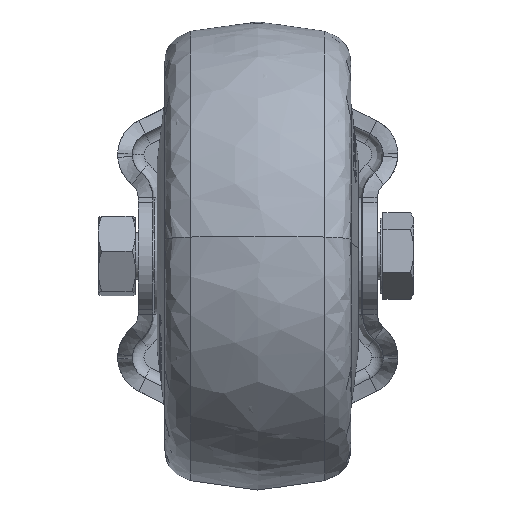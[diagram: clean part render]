
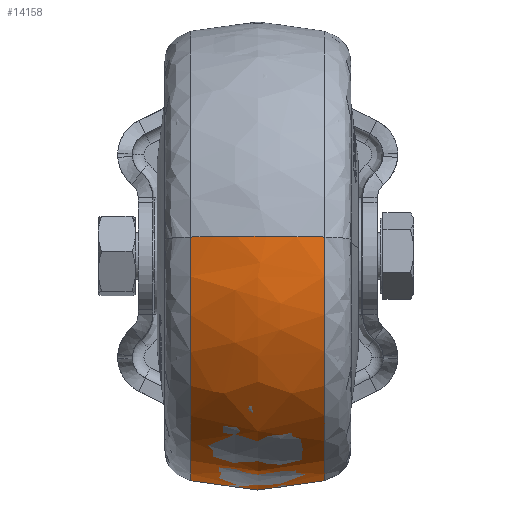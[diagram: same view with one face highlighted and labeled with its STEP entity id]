
A CAD part, front view. The second image highlights one B-rep face of the part: STEP entity #14158.
In plain terms, the highlighted free-form (B-spline) face has degree [3, 3] with [5, 4] control points.
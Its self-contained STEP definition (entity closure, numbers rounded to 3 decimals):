
#461 = CARTESIAN_POINT ( 'NONE',  ( -0.051, 40.736, -81.473 ) ) ;
#766 = FACE_OUTER_BOUND ( 'NONE', #42352, .T. ) ;
#782 = CARTESIAN_POINT ( 'NONE',  ( 11.519, -38.734, 0. ) ) ;
#2087 = CARTESIAN_POINT ( 'NONE',  ( 7.835, 39.919, 0. ) ) ;
#2276 = ORIENTED_EDGE ( 'NONE', *, *, #10625, .T. ) ;
#3205 = CARTESIAN_POINT ( 'NONE',  ( -11.519, -38.734, 0. ) ) ;
#3993 = CARTESIAN_POINT ( 'NONE',  ( -7.734, -39.952, 0. ) ) ;
#5415 = VERTEX_POINT ( 'NONE', #3205 ) ;
#5563 = ORIENTED_EDGE ( 'NONE', *, *, #36966, .F. ) ;
#6422 = DIRECTION ( 'NONE',  ( 1., 0., 0. ) ) ;
#6447 = CARTESIAN_POINT ( 'NONE',  ( 11.519, -38.734, -77.468 ) ) ;
#7538 = CARTESIAN_POINT ( 'NONE',  ( -7.734, 39.952, -79.904 ) ) ;
#7857 =( BOUNDED_SURFACE ( )  B_SPLINE_SURFACE ( 3, 3, ( 
 ( #24814, #6447, #31712, #10932 ),
 ( #35141, #14452, #38553, #17985 ),
 ( #42028, #21506, #461, #24962 ),
 ( #3993, #28416, #7538, #31854 ),
 ( #11082, #35287, #14604, #38692 ) ),
 .UNSPECIFIED., .F., .F., .F. ) 
 B_SPLINE_SURFACE_WITH_KNOTS ( ( 4, 1, 4 ),
 ( 4, 4 ),
 ( 0., 0.5, 1. ),
 ( 0., 1. ),
 .UNSPECIFIED. ) 
 GEOMETRIC_REPRESENTATION_ITEM ( )  RATIONAL_B_SPLINE_SURFACE ( (
 ( 1., 0.333, 0.333, 1.),
 ( 1., 0.333, 0.333, 1.),
 ( 1., 0.333, 0.333, 1.),
 ( 1., 0.333, 0.333, 1.),
 ( 1., 0.333, 0.333, 1.) ) ) 
 REPRESENTATION_ITEM ( '' )  SURFACE ( )  );
#7862 = CARTESIAN_POINT ( 'NONE',  ( -0.051, -40.736, 0. ) ) ;
#10035 = CARTESIAN_POINT ( 'NONE',  ( -11.519, 0., 0. ) ) ;
#10625 = EDGE_CURVE ( 'NONE', #28380, #5415, #39515, .T. ) ;
#10932 = CARTESIAN_POINT ( 'NONE',  ( 11.519, 38.734, 0. ) ) ;
#11082 = CARTESIAN_POINT ( 'NONE',  ( -11.519, -38.734, 0. ) ) ;
#11407 = CARTESIAN_POINT ( 'NONE',  ( -11.519, -38.734, 0. ) ) ;
#12730 = CARTESIAN_POINT ( 'NONE',  ( -7.734, 39.952, 0. ) ) ;
#13588 = DIRECTION ( 'NONE',  ( 0., 0., -1. ) ) ;
#14158 = ADVANCED_FACE ( 'NONE', ( #766 ), #7857, .T. ) ;
#14452 = CARTESIAN_POINT ( 'NONE',  ( 7.835, -39.919, -79.838 ) ) ;
#14604 = CARTESIAN_POINT ( 'NONE',  ( -11.519, 38.734, -77.468 ) ) ;
#15681 = AXIS2_PLACEMENT_3D ( 'NONE', #27339, #6422, #30792 ) ;
#17683 = EDGE_CURVE ( 'NONE', #28380, #27808, #22775, .T. ) ;
#17985 = CARTESIAN_POINT ( 'NONE',  ( 7.835, 39.919, 0. ) ) ;
#21506 = CARTESIAN_POINT ( 'NONE',  ( -0.051, -40.736, -81.473 ) ) ;
#22775 = CIRCLE ( 'NONE', #15681, 38.734 ) ;
#23786 = CARTESIAN_POINT ( 'NONE',  ( 11.519, -38.734, 0. ) ) ;
#24814 = CARTESIAN_POINT ( 'NONE',  ( 11.519, -38.734, 0. ) ) ;
#24962 = CARTESIAN_POINT ( 'NONE',  ( -0.051, 40.736, 0. ) ) ;
#26568 = CARTESIAN_POINT ( 'NONE',  ( 11.519, 38.734, 0. ) ) ;
#27339 = CARTESIAN_POINT ( 'NONE',  ( 11.519, 0., 0. ) ) ;
#27808 = VERTEX_POINT ( 'NONE', #32982 ) ;
#28270 = B_SPLINE_CURVE_WITH_KNOTS ( 'NONE', 3,
 ( #26568, #2087, #33430, #12730, #36871 ),
 .UNSPECIFIED., .F., .F.,
 ( 4, 1, 4 ),
 ( 0., 0.5, 1. ),
 .UNSPECIFIED. ) ;
#28380 = VERTEX_POINT ( 'NONE', #23786 ) ;
#28414 = EDGE_CURVE ( 'NONE', #5415, #41765, #28548, .T. ) ;
#28416 = CARTESIAN_POINT ( 'NONE',  ( -7.734, -39.952, -79.904 ) ) ;
#28548 = CIRCLE ( 'NONE', #41102, 38.734 ) ;
#30792 = DIRECTION ( 'NONE',  ( 0., 0., -1. ) ) ;
#31712 = CARTESIAN_POINT ( 'NONE',  ( 11.519, 38.734, -77.468 ) ) ;
#31854 = CARTESIAN_POINT ( 'NONE',  ( -7.734, 39.952, 0. ) ) ;
#32025 = CARTESIAN_POINT ( 'NONE',  ( 7.835, -39.919, 0. ) ) ;
#32167 = CARTESIAN_POINT ( 'NONE',  ( -7.734, -39.952, 0. ) ) ;
#32625 = CARTESIAN_POINT ( 'NONE',  ( -11.519, 38.734, 0. ) ) ;
#32982 = CARTESIAN_POINT ( 'NONE',  ( 11.519, 38.734, 0. ) ) ;
#33430 = CARTESIAN_POINT ( 'NONE',  ( -0.051, 40.736, 0. ) ) ;
#33747 = ORIENTED_EDGE ( 'NONE', *, *, #17683, .F. ) ;
#34275 = DIRECTION ( 'NONE',  ( 1., 0., 0. ) ) ;
#35141 = CARTESIAN_POINT ( 'NONE',  ( 7.835, -39.919, 0. ) ) ;
#35287 = CARTESIAN_POINT ( 'NONE',  ( -11.519, -38.734, -77.468 ) ) ;
#36871 = CARTESIAN_POINT ( 'NONE',  ( -11.519, 38.734, 0. ) ) ;
#36966 = EDGE_CURVE ( 'NONE', #27808, #41765, #28270, .T. ) ;
#37613 = ORIENTED_EDGE ( 'NONE', *, *, #28414, .T. ) ;
#38553 = CARTESIAN_POINT ( 'NONE',  ( 7.835, 39.919, -79.838 ) ) ;
#38692 = CARTESIAN_POINT ( 'NONE',  ( -11.519, 38.734, 0. ) ) ;
#39515 = B_SPLINE_CURVE_WITH_KNOTS ( 'NONE', 3,
 ( #782, #32025, #7862, #32167, #11407 ),
 .UNSPECIFIED., .F., .F.,
 ( 4, 1, 4 ),
 ( 0., 0.5, 1. ),
 .UNSPECIFIED. ) ;
#41102 = AXIS2_PLACEMENT_3D ( 'NONE', #10035, #34275, #13588 ) ;
#41765 = VERTEX_POINT ( 'NONE', #32625 ) ;
#42028 = CARTESIAN_POINT ( 'NONE',  ( -0.051, -40.736, 0. ) ) ;
#42352 = EDGE_LOOP ( 'NONE', ( #33747, #2276, #37613, #5563 ) ) ;
